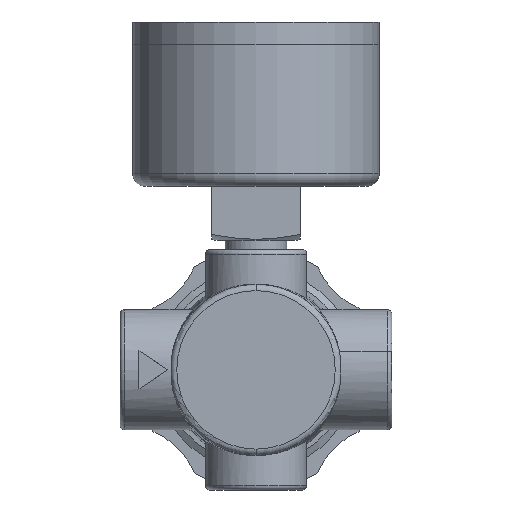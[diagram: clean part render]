
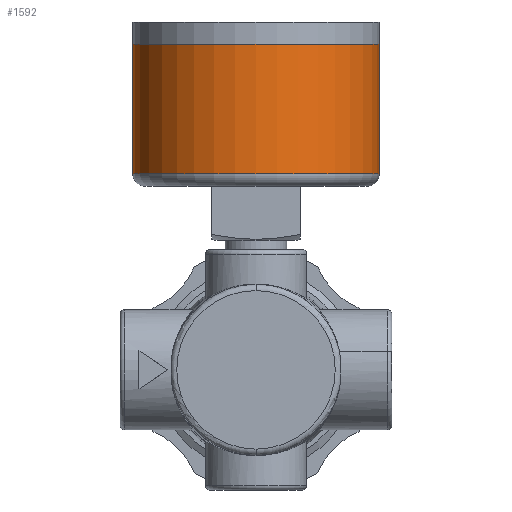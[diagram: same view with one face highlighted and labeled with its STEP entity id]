
A CAD part, front view. The second image highlights one B-rep face of the part: STEP entity #1592.
In plain terms, the highlighted cylindrical face has radius 19.5 mm (diameter 39 mm), a partial arc.
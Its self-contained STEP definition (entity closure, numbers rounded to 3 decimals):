
#136=CYLINDRICAL_SURFACE('',#3327,19.5);
#236=FACE_OUTER_BOUND('',#428,.F.);
#428=EDGE_LOOP('',(#695,#696,#697,#698));
#695=ORIENTED_EDGE('',*,*,#2497,.T.);
#696=ORIENTED_EDGE('',*,*,#2524,.T.);
#697=ORIENTED_EDGE('',*,*,#2495,.T.);
#698=ORIENTED_EDGE('',*,*,#2525,.T.);
#1592=ADVANCED_FACE('',(#236),#136,.T.);
#1826=CIRCLE('',#3303,19.5);
#1828=CIRCLE('',#3305,19.5);
#2141=LINE('',#4940,#2314);
#2142=LINE('',#4941,#2315);
#2314=VECTOR('',#3823,20.48);
#2315=VECTOR('',#3824,20.48);
#2495=EDGE_CURVE('',#2936,#2937,#1826,.T.);
#2497=EDGE_CURVE('',#2934,#2935,#1828,.T.);
#2524=EDGE_CURVE('',#2935,#2936,#2141,.T.);
#2525=EDGE_CURVE('',#2937,#2934,#2142,.T.);
#2934=VERTEX_POINT('',#4792);
#2935=VERTEX_POINT('',#4793);
#2936=VERTEX_POINT('',#4794);
#2937=VERTEX_POINT('',#4795);
#3303=AXIS2_PLACEMENT_3D('',#4911,#3789,#3790);
#3305=AXIS2_PLACEMENT_3D('',#4913,#3793,#3794);
#3327=AXIS2_PLACEMENT_3D('',#4961,#3863,#3864);
#3789=DIRECTION('',(0.,0.,1.));
#3790=DIRECTION('',(-1.,0.,0.));
#3793=DIRECTION('',(0.,0.,-1.));
#3794=DIRECTION('',(1.,0.,0.));
#3823=DIRECTION('',(0.,0.,1.));
#3824=DIRECTION('',(0.,0.,-1.));
#3863=DIRECTION('',(0.,0.,1.));
#3864=DIRECTION('',(-0.996,0.087,0.));
#4792=CARTESIAN_POINT('',(19.5,0.,31.));
#4793=CARTESIAN_POINT('',(-19.5,0.,31.));
#4794=CARTESIAN_POINT('',(-19.5,0.,51.48));
#4795=CARTESIAN_POINT('',(19.5,0.,51.48));
#4911=CARTESIAN_POINT('',(0.,0.,51.48));
#4913=CARTESIAN_POINT('',(0.,0.,31.));
#4940=CARTESIAN_POINT('',(-19.5,0.,31.));
#4941=CARTESIAN_POINT('',(19.5,0.,51.48));
#4961=CARTESIAN_POINT('',(0.,0.,52.504));
